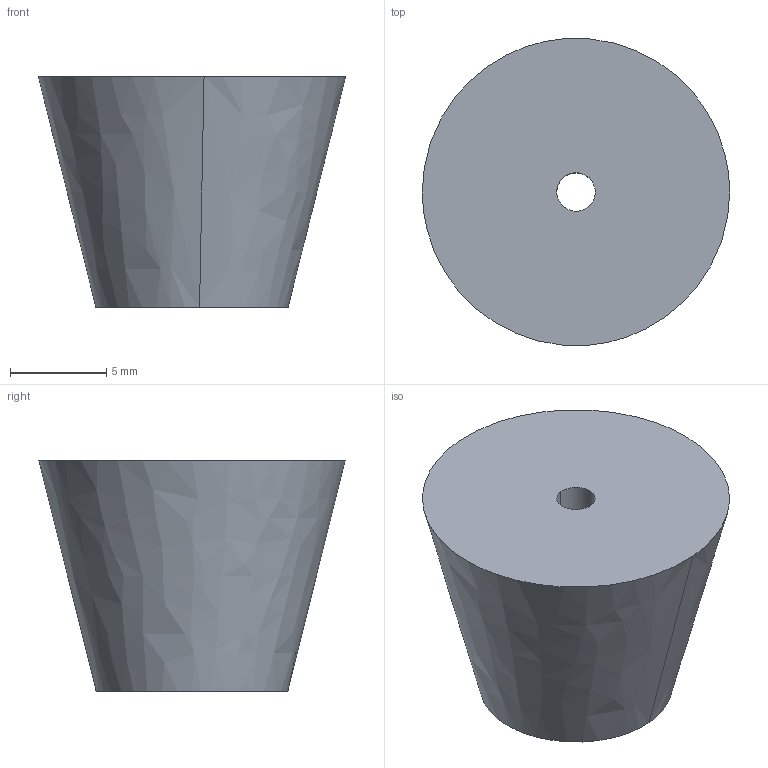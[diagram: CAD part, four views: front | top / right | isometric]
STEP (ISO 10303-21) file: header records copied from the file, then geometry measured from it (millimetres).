
FILE_DESCRIPTION((''),'2;1');
FILE_NAME('','2005-12-14T14:08:57',(''),(''),'','CADfix','');
FILE_SCHEMA(('AUTOMOTIVE_DESIGN'));
Length unit declared in the file: millimetre
Products named in the file (1): rubber foot
Bounding box: 16 x 15.95 x 12 mm (x, y, z)
Volume: 1539.3 mm3; surface area: 886.1 mm2
Topology: 1 solids, 1 shells, 9 faces, 30 edges, 24 vertices
Faces by surface type: bspline 9
Entity records: 391 total; most frequent: CARTESIAN_POINT 213, ORIENTED_EDGE 60, EDGE_CURVE 30, VERTEX_POINT 24, EDGE_LOOP 12, FACE_OUTER_BOUND 9, ADVANCED_FACE 9, QUASI_UNIFORM_CURVE 6
